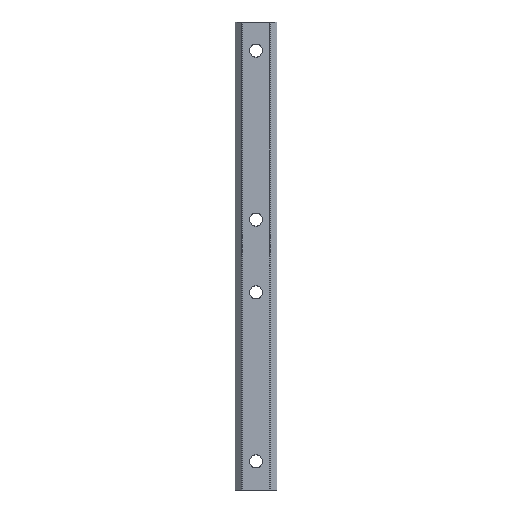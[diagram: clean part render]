
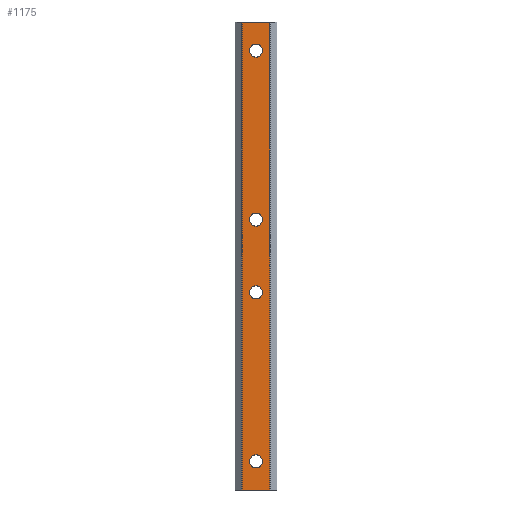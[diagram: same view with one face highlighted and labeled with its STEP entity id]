
A CAD part, front view. The second image highlights one B-rep face of the part: STEP entity #1175.
In plain terms, the highlighted planar face has unit normal (0, -1, 0).
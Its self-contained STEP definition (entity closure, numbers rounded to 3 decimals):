
#5 = CARTESIAN_POINT ( 'NONE',  ( 5.5, 0., 90. ) ) ;
#36 = AXIS2_PLACEMENT_3D ( 'NONE', #809, #817, #464 ) ;
#40 = VECTOR ( 'NONE', #482, 1000. ) ;
#44 = DIRECTION ( 'NONE',  ( 0., 0., -1. ) ) ;
#47 = CARTESIAN_POINT ( 'NONE',  ( 0., 0., -14. ) ) ;
#59 = EDGE_CURVE ( 'NONE', #1429, #205, #518, .T. ) ;
#69 = LINE ( 'NONE', #1251, #330 ) ;
#81 = ORIENTED_EDGE ( 'NONE', *, *, #1369, .F. ) ;
#87 = CIRCLE ( 'NONE', #1446, 2.5 ) ;
#108 = DIRECTION ( 'NONE',  ( 0., 0., -1. ) ) ;
#142 = EDGE_CURVE ( 'NONE', #1192, #177, #586, .T. ) ;
#152 = DIRECTION ( 'NONE',  ( 0., 0., -1. ) ) ;
#173 = ORIENTED_EDGE ( 'NONE', *, *, #59, .F. ) ;
#177 = VERTEX_POINT ( 'NONE', #555 ) ;
#187 = CARTESIAN_POINT ( 'NONE',  ( -5.376, 0., -90. ) ) ;
#205 = VERTEX_POINT ( 'NONE', #341 ) ;
#218 = CARTESIAN_POINT ( 'NONE',  ( 0., 0., -79. ) ) ;
#220 = DIRECTION ( 'NONE',  ( 0., 1., 0. ) ) ;
#224 = VERTEX_POINT ( 'NONE', #442 ) ;
#238 = CARTESIAN_POINT ( 'NONE',  ( 5.5, 0., 90. ) ) ;
#270 = VECTOR ( 'NONE', #1021, 1000. ) ;
#272 = DIRECTION ( 'NONE',  ( 0., 0., -1. ) ) ;
#296 = ORIENTED_EDGE ( 'NONE', *, *, #441, .F. ) ;
#317 = ORIENTED_EDGE ( 'NONE', *, *, #1311, .F. ) ;
#330 = VECTOR ( 'NONE', #108, 1000. ) ;
#334 = DIRECTION ( 'NONE',  ( 0., 0., -1. ) ) ;
#341 = CARTESIAN_POINT ( 'NONE',  ( 0., 0., 76.5 ) ) ;
#342 = VECTOR ( 'NONE', #958, 1000. ) ;
#343 = EDGE_CURVE ( 'NONE', #1355, #808, #412, .T. ) ;
#358 = LINE ( 'NONE', #803, #270 ) ;
#366 = FACE_BOUND ( 'NONE', #928, .T. ) ;
#378 = EDGE_CURVE ( 'NONE', #205, #1429, #621, .T. ) ;
#383 = CARTESIAN_POINT ( 'NONE',  ( 0., 0., -11.5 ) ) ;
#386 = CARTESIAN_POINT ( 'NONE',  ( 0., 0., -79. ) ) ;
#392 = AXIS2_PLACEMENT_3D ( 'NONE', #654, #879, #1453 ) ;
#412 = LINE ( 'NONE', #238, #40 ) ;
#415 = AXIS2_PLACEMENT_3D ( 'NONE', #487, #916, #152 ) ;
#417 = EDGE_CURVE ( 'NONE', #1030, #224, #87, .T. ) ;
#432 = VERTEX_POINT ( 'NONE', #1176 ) ;
#441 = EDGE_CURVE ( 'NONE', #177, #1192, #684, .T. ) ;
#442 = CARTESIAN_POINT ( 'NONE',  ( 0., 0., 11.5 ) ) ;
#446 = AXIS2_PLACEMENT_3D ( 'NONE', #218, #1004, #334 ) ;
#464 = DIRECTION ( 'NONE',  ( 0., 0., -1. ) ) ;
#482 = DIRECTION ( 'NONE',  ( 1., 0., 0. ) ) ;
#487 = CARTESIAN_POINT ( 'NONE',  ( 0., 0., 14. ) ) ;
#488 = DIRECTION ( 'NONE',  ( 0., -1., 0. ) ) ;
#489 = AXIS2_PLACEMENT_3D ( 'NONE', #47, #1293, #1193 ) ;
#511 = ORIENTED_EDGE ( 'NONE', *, *, #142, .F. ) ;
#518 = CIRCLE ( 'NONE', #392, 2.5 ) ;
#546 = ORIENTED_EDGE ( 'NONE', *, *, #417, .F. ) ;
#555 = CARTESIAN_POINT ( 'NONE',  ( 0., 0., -76.5 ) ) ;
#562 = CARTESIAN_POINT ( 'NONE',  ( 0., 0., -81.5 ) ) ;
#565 = PLANE ( 'NONE',  #887 ) ;
#568 = LINE ( 'NONE', #716, #342 ) ;
#586 = CIRCLE ( 'NONE', #446, 2.5 ) ;
#611 = CARTESIAN_POINT ( 'NONE',  ( 0., 0., 81.5 ) ) ;
#621 = CIRCLE ( 'NONE', #1026, 2.5 ) ;
#629 = FACE_BOUND ( 'NONE', #1170, .T. ) ;
#632 = CARTESIAN_POINT ( 'NONE',  ( 0., 0., 16.5 ) ) ;
#654 = CARTESIAN_POINT ( 'NONE',  ( 0., 0., 79. ) ) ;
#655 = ORIENTED_EDGE ( 'NONE', *, *, #343, .F. ) ;
#684 = CIRCLE ( 'NONE', #1111, 2.5 ) ;
#711 = ORIENTED_EDGE ( 'NONE', *, *, #378, .F. ) ;
#716 = CARTESIAN_POINT ( 'NONE',  ( -5.376, 0., 90. ) ) ;
#795 = CIRCLE ( 'NONE', #415, 2.5 ) ;
#803 = CARTESIAN_POINT ( 'NONE',  ( 5.5, 0., -90. ) ) ;
#808 = VERTEX_POINT ( 'NONE', #1422 ) ;
#809 = CARTESIAN_POINT ( 'NONE',  ( 0., 0., -14. ) ) ;
#817 = DIRECTION ( 'NONE',  ( 0., -1., 0. ) ) ;
#819 = DIRECTION ( 'NONE',  ( 0., -1., 0. ) ) ;
#848 = EDGE_CURVE ( 'NONE', #860, #1355, #568, .T. ) ;
#860 = VERTEX_POINT ( 'NONE', #187 ) ;
#879 = DIRECTION ( 'NONE',  ( 0., -1., 0. ) ) ;
#887 = AXIS2_PLACEMENT_3D ( 'NONE', #5, #220, #894 ) ;
#894 = DIRECTION ( 'NONE',  ( 0., 0., 1. ) ) ;
#905 = DIRECTION ( 'NONE',  ( 0., 0., -1. ) ) ;
#906 = ORIENTED_EDGE ( 'NONE', *, *, #848, .F. ) ;
#916 = DIRECTION ( 'NONE',  ( 0., -1., 0. ) ) ;
#921 = CARTESIAN_POINT ( 'NONE',  ( 5.376, 0., -90. ) ) ;
#928 = EDGE_LOOP ( 'NONE', ( #1191, #1442 ) ) ;
#929 = FACE_BOUND ( 'NONE', #934, .T. ) ;
#934 = EDGE_LOOP ( 'NONE', ( #711, #173 ) ) ;
#958 = DIRECTION ( 'NONE',  ( 0., 0., 1. ) ) ;
#1004 = DIRECTION ( 'NONE',  ( 0., -1., 0. ) ) ;
#1021 = DIRECTION ( 'NONE',  ( -1., 0., 0. ) ) ;
#1026 = AXIS2_PLACEMENT_3D ( 'NONE', #1152, #819, #905 ) ;
#1030 = VERTEX_POINT ( 'NONE', #632 ) ;
#1048 = CARTESIAN_POINT ( 'NONE',  ( -5.376, 0., 90. ) ) ;
#1097 = FACE_OUTER_BOUND ( 'NONE', #1411, .T. ) ;
#1111 = AXIS2_PLACEMENT_3D ( 'NONE', #386, #1414, #44 ) ;
#1148 = EDGE_LOOP ( 'NONE', ( #511, #296 ) ) ;
#1152 = CARTESIAN_POINT ( 'NONE',  ( 0., 0., 79. ) ) ;
#1166 = EDGE_CURVE ( 'NONE', #808, #1354, #69, .T. ) ;
#1170 = EDGE_LOOP ( 'NONE', ( #81, #546 ) ) ;
#1173 = CARTESIAN_POINT ( 'NONE',  ( 0., 0., 14. ) ) ;
#1175 = ADVANCED_FACE ( 'NONE', ( #366, #1245, #929, #629, #1097 ), #565, .F. ) ;
#1176 = CARTESIAN_POINT ( 'NONE',  ( 0., 0., -16.5 ) ) ;
#1191 = ORIENTED_EDGE ( 'NONE', *, *, #1399, .F. ) ;
#1192 = VERTEX_POINT ( 'NONE', #562 ) ;
#1193 = DIRECTION ( 'NONE',  ( 0., 0., -1. ) ) ;
#1245 = FACE_BOUND ( 'NONE', #1148, .T. ) ;
#1251 = CARTESIAN_POINT ( 'NONE',  ( 5.376, 0., 90. ) ) ;
#1262 = ORIENTED_EDGE ( 'NONE', *, *, #1166, .F. ) ;
#1293 = DIRECTION ( 'NONE',  ( 0., -1., 0. ) ) ;
#1311 = EDGE_CURVE ( 'NONE', #1354, #860, #358, .T. ) ;
#1331 = EDGE_CURVE ( 'NONE', #1445, #432, #1363, .T. ) ;
#1346 = CIRCLE ( 'NONE', #489, 2.5 ) ;
#1354 = VERTEX_POINT ( 'NONE', #921 ) ;
#1355 = VERTEX_POINT ( 'NONE', #1048 ) ;
#1363 = CIRCLE ( 'NONE', #36, 2.5 ) ;
#1369 = EDGE_CURVE ( 'NONE', #224, #1030, #795, .T. ) ;
#1399 = EDGE_CURVE ( 'NONE', #432, #1445, #1346, .T. ) ;
#1411 = EDGE_LOOP ( 'NONE', ( #317, #1262, #655, #906 ) ) ;
#1414 = DIRECTION ( 'NONE',  ( 0., -1., 0. ) ) ;
#1422 = CARTESIAN_POINT ( 'NONE',  ( 5.376, 0., 90. ) ) ;
#1429 = VERTEX_POINT ( 'NONE', #611 ) ;
#1442 = ORIENTED_EDGE ( 'NONE', *, *, #1331, .F. ) ;
#1445 = VERTEX_POINT ( 'NONE', #383 ) ;
#1446 = AXIS2_PLACEMENT_3D ( 'NONE', #1173, #488, #272 ) ;
#1453 = DIRECTION ( 'NONE',  ( 0., 0., -1. ) ) ;
